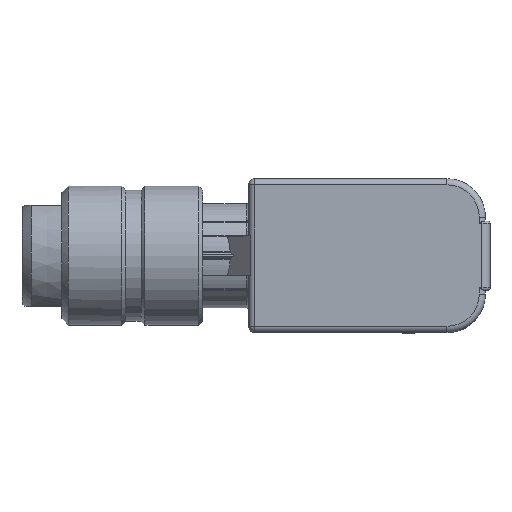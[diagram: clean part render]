
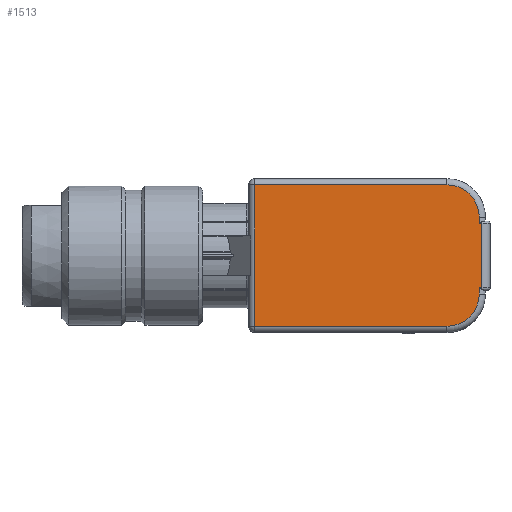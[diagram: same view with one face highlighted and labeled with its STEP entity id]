
A CAD part, top view. The second image highlights one B-rep face of the part: STEP entity #1513.
In plain terms, the highlighted planar face has unit normal (0, 0, 1).
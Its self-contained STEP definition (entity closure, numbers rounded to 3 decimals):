
#1093=PLANE('',#15221);
#1513=ADVANCED_FACE('',(#2726),#1093,.T.);
#2726=FACE_OUTER_BOUND('',#3646,.T.);
#3646=EDGE_LOOP('',(#5529,#5530,#5531,#5532,#5533,#5534,#5535,#5536,#5537,
#5538));
#4646=CIRCLE('',#15219,4.2);
#4647=CIRCLE('',#15220,4.2);
#5529=ORIENTED_EDGE('',*,*,#11311,.T.);
#5530=ORIENTED_EDGE('',*,*,#11312,.T.);
#5531=ORIENTED_EDGE('',*,*,#11313,.T.);
#5532=ORIENTED_EDGE('',*,*,#11314,.T.);
#5533=ORIENTED_EDGE('',*,*,#11315,.T.);
#5534=ORIENTED_EDGE('',*,*,#11316,.F.);
#5535=ORIENTED_EDGE('',*,*,#11317,.T.);
#5536=ORIENTED_EDGE('',*,*,#11318,.T.);
#5537=ORIENTED_EDGE('',*,*,#11319,.T.);
#5538=ORIENTED_EDGE('',*,*,#11320,.T.);
#9944=VERTEX_POINT('',#21425);
#9945=VERTEX_POINT('',#21426);
#9946=VERTEX_POINT('',#21428);
#9947=VERTEX_POINT('',#21430);
#9948=VERTEX_POINT('',#21432);
#9949=VERTEX_POINT('',#21434);
#9950=VERTEX_POINT('',#21436);
#9951=VERTEX_POINT('',#21438);
#9952=VERTEX_POINT('',#21440);
#9953=VERTEX_POINT('',#21442);
#11311=EDGE_CURVE('',#9944,#9945,#13474,.T.);
#11312=EDGE_CURVE('',#9945,#9946,#13475,.T.);
#11313=EDGE_CURVE('',#9946,#9947,#13476,.T.);
#11314=EDGE_CURVE('',#9947,#9948,#4646,.T.);
#11315=EDGE_CURVE('',#9948,#9949,#13477,.T.);
#11316=EDGE_CURVE('',#9950,#9949,#13478,.T.);
#11317=EDGE_CURVE('',#9950,#9951,#13479,.T.);
#11318=EDGE_CURVE('',#9951,#9952,#4647,.T.);
#11319=EDGE_CURVE('',#9952,#9953,#13480,.T.);
#11320=EDGE_CURVE('',#9953,#9944,#13481,.T.);
#13474=LINE('',#21424,#14343);
#13475=LINE('',#21427,#14344);
#13476=LINE('',#21429,#14345);
#13477=LINE('',#21433,#14346);
#13478=LINE('',#21435,#14347);
#13479=LINE('',#21437,#14348);
#13480=LINE('',#21441,#14349);
#13481=LINE('',#21443,#14350);
#14343=VECTOR('',#17101,1.);
#14344=VECTOR('',#17102,1.);
#14345=VECTOR('',#17103,1.);
#14346=VECTOR('',#17106,1.);
#14347=VECTOR('',#17107,1.);
#14348=VECTOR('',#17108,1.);
#14349=VECTOR('',#17111,1.);
#14350=VECTOR('',#17112,1.);
#15219=AXIS2_PLACEMENT_3D('',#21431,#17104,#17105);
#15220=AXIS2_PLACEMENT_3D('',#21439,#17109,#17110);
#15221=AXIS2_PLACEMENT_3D('',#21444,#17113,#17114);
#17101=DIRECTION('',(0.,1.,0.));
#17102=DIRECTION('',(-1.,0.,0.));
#17103=DIRECTION('',(0.,1.,0.));
#17104=DIRECTION('',(0.,0.,1.));
#17105=DIRECTION('',(1.,0.,0.));
#17106=DIRECTION('',(-1.,0.,0.));
#17107=DIRECTION('',(0.,1.,0.));
#17108=DIRECTION('',(1.,0.,0.));
#17109=DIRECTION('',(0.,0.,1.));
#17110=DIRECTION('',(1.,0.,0.));
#17111=DIRECTION('',(0.,1.,0.));
#17112=DIRECTION('',(1.,0.,0.));
#17113=DIRECTION('',(0.,0.,1.));
#17114=DIRECTION('',(-1.,0.,0.));
#21424=CARTESIAN_POINT('',(9.5,4.5,23.8));
#21425=CARTESIAN_POINT('',(9.5,-4.2,23.8));
#21426=CARTESIAN_POINT('',(9.5,4.2,23.8));
#21427=CARTESIAN_POINT('',(8.9,4.2,23.8));
#21428=CARTESIAN_POINT('',(9.2,4.2,23.8));
#21429=CARTESIAN_POINT('',(9.2,5.,23.8));
#21430=CARTESIAN_POINT('',(9.2,5.,23.8));
#21431=CARTESIAN_POINT('',(5.,5.,23.8));
#21432=CARTESIAN_POINT('',(5.,9.2,23.8));
#21433=CARTESIAN_POINT('',(-10.4,9.2,23.8));
#21434=CARTESIAN_POINT('',(-20.,9.2,23.8));
#21435=CARTESIAN_POINT('',(-20.,-2.55,23.8));
#21436=CARTESIAN_POINT('',(-20.,-9.2,23.8));
#21437=CARTESIAN_POINT('',(-10.4,-9.2,23.8));
#21438=CARTESIAN_POINT('',(5.,-9.2,23.8));
#21439=CARTESIAN_POINT('',(5.,-5.,23.8));
#21440=CARTESIAN_POINT('',(9.2,-5.,23.8));
#21441=CARTESIAN_POINT('',(9.2,5.,23.8));
#21442=CARTESIAN_POINT('',(9.2,-4.2,23.8));
#21443=CARTESIAN_POINT('',(8.9,-4.2,23.8));
#21444=CARTESIAN_POINT('',(8.9,4.5,23.8));
